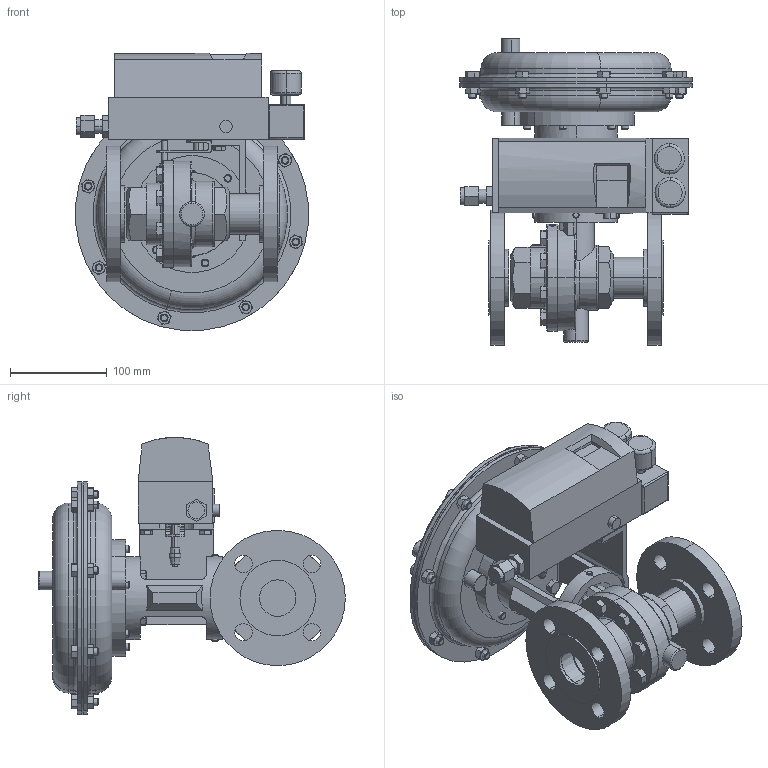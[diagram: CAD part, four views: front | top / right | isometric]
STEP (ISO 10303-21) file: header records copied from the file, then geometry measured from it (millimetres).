
FILE_DESCRIPTION (( 'STEP AP203' ), '1' );
FILE_NAME ('70SP-125-DI+BR-F6-35M-16IQ.STEP', '2017-09-11T18:40:37', ( '' ), ( '' ), 'SwSTEP 2.0', 'SolidWorks 2014', '' );
FILE_SCHEMA (( 'CONFIG_CONTROL_DESIGN' ));
Length unit declared in the file: inch
Products named in the file (1): 70SP-125-DI+BR-F6-35M-16IQ
Bounding box: 240.92 x 317.16 x 286.54 mm (x, y, z)
Volume: 5157580 mm3; surface area: 706532.5 mm2
Topology: 58 solids, 59 shells, 1188 faces, 2616 edges, 1595 vertices
Faces by surface type: plane 530, cone 370, cylinder 211, bspline 38, torus 37, sphere 2
Entity records: 42022 total; most frequent: CARTESIAN_POINT 16727, ORIENTED_EDGE 5208, DIRECTION 5105, EDGE_CURVE 2604, AXIS2_PLACEMENT_3D 2023, VERTEX_POINT 1595, EDGE_LOOP 1273, ADVANCED_FACE 1188
